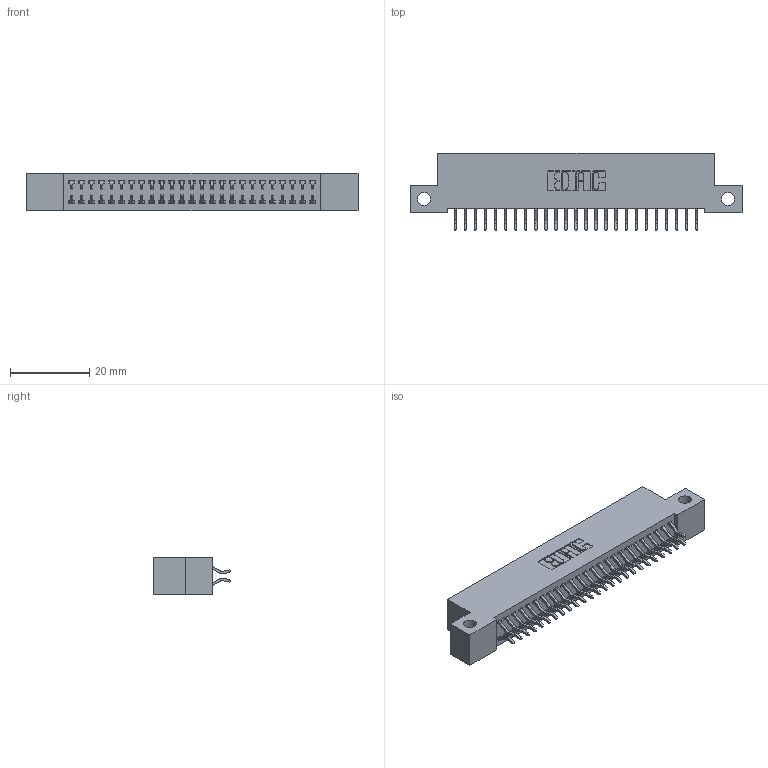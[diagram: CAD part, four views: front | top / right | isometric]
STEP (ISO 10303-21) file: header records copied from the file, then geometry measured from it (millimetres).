
FILE_DESCRIPTION (( 'STEP AP203' ), '1' );
FILE_NAME ('392-050-556-212.STEP', '2019-10-08T11:38:18', ( '' ), ( '' ), 'SwSTEP 2.0', 'SolidWorks 2016', '' );
FILE_SCHEMA (( 'CONFIG_CONTROL_DESIGN' ));
Length unit declared in the file: inch
Products named in the file (3): 342 Part_Side Mount; 345-292-001_556 Tail; 392-050-556-212
Assembly tree (51 placements, depth 2):
  392-050-556-212
    342 Part_Side Mount
    345-292-001_556 Tail  x50
Bounding box: 83.82 x 19.58 x 9.4 mm (x, y, z)
Volume: 7375.6 mm3; surface area: 11378.4 mm2
Topology: 51 solids, 51 shells, 3010 faces, 8949 edges, 5898 vertices
Faces by surface type: plane 2066, cylinder 944
Entity records: 18373 total; most frequent: CARTESIAN_POINT 3078, ORIENTED_EDGE 3002, DIRECTION 2649, EDGE_CURVE 1501, LINE 1365, VECTOR 1365, VERTEX_POINT 998, AXIS2_PLACEMENT_3D 642
